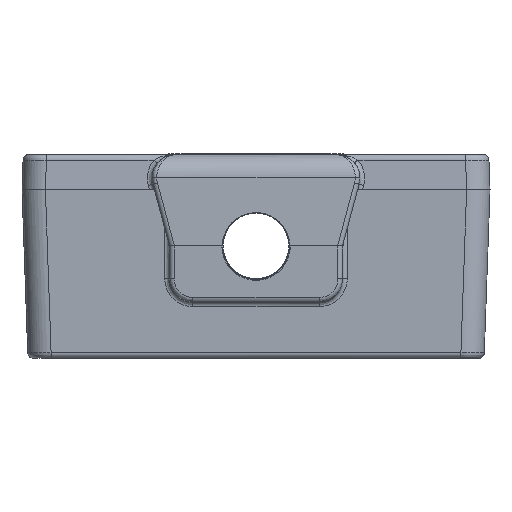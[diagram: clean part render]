
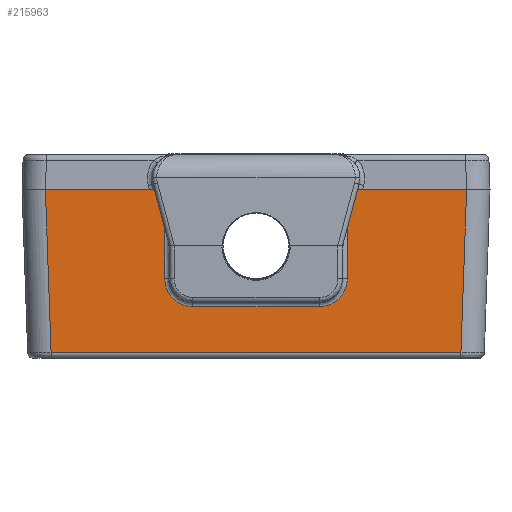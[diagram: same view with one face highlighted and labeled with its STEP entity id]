
A CAD part, left-side view. The second image highlights one B-rep face of the part: STEP entity #215963.
In plain terms, the highlighted planar face has unit normal (-1, 0, -0.018).
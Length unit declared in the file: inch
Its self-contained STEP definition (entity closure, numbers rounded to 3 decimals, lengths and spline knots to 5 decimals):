
#264 = VERTEX_POINT ( 'NONE', #75367 ) ;
#11356 = CARTESIAN_POINT ( 'NONE',  ( -2.275, 1.125, 0.4225 ) ) ;
#12311 = CARTESIAN_POINT ( 'NONE',  ( -2.26462, -0.42967, -0.17199 ) ) ;
#18871 = CARTESIAN_POINT ( 'NONE',  ( -2.275, -1.375, 0.4225 ) ) ;
#18958 = CARTESIAN_POINT ( 'NONE',  ( -2.2598, -1.0946, -0.44802 ) ) ;
#20767 = CARTESIAN_POINT ( 'NONE',  ( -2.26672, -0.4875, -0.05206 ) ) ;
#24713 = DIRECTION ( 'NONE',  ( 0., -1., 0. ) ) ;
#28074 = CARTESIAN_POINT ( 'NONE',  ( -2.26672, 0.4875, -0.05206 ) ) ;
#28541 = ORIENTED_EDGE ( 'NONE', *, *, #196983, .F. ) ;
#28602 = CARTESIAN_POINT ( 'NONE',  ( -2.26417, -0.37677, -0.19816 ) ) ;
#36877 = LINE ( 'NONE', #142908, #123949 ) ;
#38018 = VERTEX_POINT ( 'NONE', #18958 ) ;
#39987 = ORIENTED_EDGE ( 'NONE', *, *, #169290, .F. ) ;
#43622 = CARTESIAN_POINT ( 'NONE',  ( -2.275, -1.375, 0.4225 ) ) ;
#44453 = DIRECTION ( 'NONE',  ( -0.017, 0., 1. ) ) ;
#46087 = PLANE ( 'NONE',  #131216 ) ;
#56484 = CARTESIAN_POINT ( 'NONE',  ( -2.26672, 0.4875, -0.05206 ) ) ;
#58342 = DIRECTION ( 'NONE',  ( 0., 1., 0. ) ) ;
#63046 = VECTOR ( 'NONE', #111970, 39.37008 ) ;
#64557 = CARTESIAN_POINT ( 'NONE',  ( -2.2598, 1.0946, -0.44802 ) ) ;
#70229 = DIRECTION ( 'NONE',  ( 0.017, 0., -1. ) ) ;
#73574 = LINE ( 'NONE', #115283, #208965 ) ;
#74220 = CARTESIAN_POINT ( 'NONE',  ( -2.26603, -0.4836, -0.09132 ) ) ;
#75367 = CARTESIAN_POINT ( 'NONE',  ( -2.275, -1.125, 0.4225 ) ) ;
#82853 = CARTESIAN_POINT ( 'NONE',  ( -2.2641, -1.375, -0.20206 ) ) ;
#82910 = VERTEX_POINT ( 'NONE', #222847 ) ;
#82919 = ORIENTED_EDGE ( 'NONE', *, *, #156076, .F. ) ;
#83708 = ORIENTED_EDGE ( 'NONE', *, *, #146629, .F. ) ;
#85185 = EDGE_CURVE ( 'NONE', #38018, #161389, #73574, .T. ) ;
#85502 = LINE ( 'NONE', #82853, #125844 ) ;
#87929 = LINE ( 'NONE', #43622, #114849 ) ;
#89956 = CARTESIAN_POINT ( 'NONE',  ( -2.26462, 0.42968, -0.17202 ) ) ;
#92606 = CARTESIAN_POINT ( 'NONE',  ( -2.2654, 0.46861, -0.12763 ) ) ;
#93501 = EDGE_CURVE ( 'NONE', #126281, #264, #155186, .T. ) ;
#95442 = DIRECTION ( 'NONE',  ( 0.017, 0., -1. ) ) ;
#104385 = CARTESIAN_POINT ( 'NONE',  ( -2.25977, 1.0946, -0.44802 ) ) ;
#109259 = CARTESIAN_POINT ( 'NONE',  ( -2.25161, -1.375, -0.91765 ) ) ;
#110629 = CARTESIAN_POINT ( 'NONE',  ( -2.26443, -0.41306, -0.18317 ) ) ;
#111970 = DIRECTION ( 'NONE',  ( 0.017, 0.035, -0.999 ) ) ;
#112721 = CARTESIAN_POINT ( 'NONE',  ( -2.26637, 0.48746, -0.0717 ) ) ;
#112921 = CARTESIAN_POINT ( 'NONE',  ( -2.25161, 0.4875, -0.91765 ) ) ;
#113250 = CARTESIAN_POINT ( 'NONE',  ( -2.2654, -0.46858, -0.12761 ) ) ;
#114054 = CARTESIAN_POINT ( 'NONE',  ( -2.26511, 0.45743, -0.14423 ) ) ;
#114849 = VECTOR ( 'NONE', #24713, 39.37008 ) ;
#115283 = CARTESIAN_POINT ( 'NONE',  ( -2.2598, -0.6875, -0.44802 ) ) ;
#115405 = CARTESIAN_POINT ( 'NONE',  ( -2.26603, 0.4836, -0.09133 ) ) ;
#119828 = CARTESIAN_POINT ( 'NONE',  ( -2.275, 0.4875, 0.4225 ) ) ;
#123949 = VECTOR ( 'NONE', #44453, 39.37008 ) ;
#125844 = VECTOR ( 'NONE', #164862, 39.37008 ) ;
#126281 = VERTEX_POINT ( 'NONE', #166227 ) ;
#131216 = AXIS2_PLACEMENT_3D ( 'NONE', #109259, #191414, #70229 ) ;
#131606 = CARTESIAN_POINT ( 'NONE',  ( -2.26417, 0.37676, -0.19816 ) ) ;
#136302 = VECTOR ( 'NONE', #95442, 39.37008 ) ;
#142908 = CARTESIAN_POINT ( 'NONE',  ( -2.25161, -0.4875, -0.91765 ) ) ;
#143884 = LINE ( 'NONE', #64557, #177326 ) ;
#146629 = EDGE_CURVE ( 'NONE', #263041, #149177, #235592, .T. ) ;
#148201 = FACE_OUTER_BOUND ( 'NONE', #168623, .T. ) ;
#149177 = VERTEX_POINT ( 'NONE', #56484 ) ;
#154887 = CARTESIAN_POINT ( 'NONE',  ( -2.26637, -0.4875, -0.0717 ) ) ;
#155186 = LINE ( 'NONE', #18871, #254377 ) ;
#156076 = EDGE_CURVE ( 'NONE', #149177, #220320, #213085, .T. ) ;
#157952 = CARTESIAN_POINT ( 'NONE',  ( -2.2641, 0.3375, -0.20206 ) ) ;
#160131 = DIRECTION ( 'NONE',  ( 0., -1., 0. ) ) ;
#161389 = VERTEX_POINT ( 'NONE', #104385 ) ;
#164862 = DIRECTION ( 'NONE',  ( 0., -1., 0. ) ) ;
#166227 = CARTESIAN_POINT ( 'NONE',  ( -2.275, -0.4875, 0.4225 ) ) ;
#168623 = EDGE_LOOP ( 'NONE', ( #233253, #28541, #228662, #39987, #225313, #227259, #210517, #218671, #82919, #83708 ) ) ;
#169290 = EDGE_CURVE ( 'NONE', #264, #38018, #196848, .T. ) ;
#171997 = CARTESIAN_POINT ( 'NONE',  ( -2.26443, 0.41305, -0.18314 ) ) ;
#177326 = VECTOR ( 'NONE', #187005, 39.37008 ) ;
#180940 = EDGE_CURVE ( 'NONE', #220320, #82910, #85502, .T. ) ;
#187005 = DIRECTION ( 'NONE',  ( -0.017, 0.035, 0.999 ) ) ;
#187692 = EDGE_CURVE ( 'NONE', #82910, #217130, #213081, .T. ) ;
#190671 = EDGE_CURVE ( 'NONE', #217130, #126281, #36877, .T. ) ;
#191414 = DIRECTION ( 'NONE',  ( 1., 0., 0.017 ) ) ;
#196808 = CARTESIAN_POINT ( 'NONE',  ( -2.2641, -0.35714, -0.20203 ) ) ;
#196848 = LINE ( 'NONE', #237290, #63046 ) ;
#196983 = EDGE_CURVE ( 'NONE', #161389, #244226, #143884, .T. ) ;
#208965 = VECTOR ( 'NONE', #58342, 39.37008 ) ;
#210517 = ORIENTED_EDGE ( 'NONE', *, *, #187692, .F. ) ;
#213081 = B_SPLINE_CURVE_WITH_KNOTS ( 'NONE', 3,
 ( #237252, #196808, #28602, #110629, #12311, #214345, #113250, #74220, #154887, #257396 ),
 .UNSPECIFIED., .F., .F.,
 ( 4, 2, 2, 2, 4 ),
 ( 0., 0.25, 0.5, 0.75, 1. ),
 .UNSPECIFIED. ) ;
#213085 = B_SPLINE_CURVE_WITH_KNOTS ( 'NONE', 3,
 ( #28074, #112721, #115405, #92606, #114054, #89956, #171997, #131606, #254213, #216449 ),
 .UNSPECIFIED., .F., .F.,
 ( 4, 2, 2, 2, 4 ),
 ( 0., 0.25, 0.5, 0.75, 1. ),
 .UNSPECIFIED. ) ;
#214345 = CARTESIAN_POINT ( 'NONE',  ( -2.26511, -0.45745, -0.14424 ) ) ;
#215963 = ADVANCED_FACE ( 'NONE', ( #148201 ), #46087, .F. ) ;
#216449 = CARTESIAN_POINT ( 'NONE',  ( -2.2641, 0.3375, -0.20206 ) ) ;
#217130 = VERTEX_POINT ( 'NONE', #20767 ) ;
#218671 = ORIENTED_EDGE ( 'NONE', *, *, #180940, .F. ) ;
#220320 = VERTEX_POINT ( 'NONE', #157952 ) ;
#222847 = CARTESIAN_POINT ( 'NONE',  ( -2.2641, -0.3375, -0.20206 ) ) ;
#225313 = ORIENTED_EDGE ( 'NONE', *, *, #93501, .F. ) ;
#227259 = ORIENTED_EDGE ( 'NONE', *, *, #190671, .F. ) ;
#228662 = ORIENTED_EDGE ( 'NONE', *, *, #85185, .F. ) ;
#233253 = ORIENTED_EDGE ( 'NONE', *, *, #240321, .F. ) ;
#235592 = LINE ( 'NONE', #112921, #136302 ) ;
#237252 = CARTESIAN_POINT ( 'NONE',  ( -2.2641, -0.3375, -0.20206 ) ) ;
#237290 = CARTESIAN_POINT ( 'NONE',  ( -2.25184, -1.07867, -0.90408 ) ) ;
#240321 = EDGE_CURVE ( 'NONE', #244226, #263041, #87929, .T. ) ;
#244226 = VERTEX_POINT ( 'NONE', #11356 ) ;
#254213 = CARTESIAN_POINT ( 'NONE',  ( -2.2641, 0.35713, -0.20207 ) ) ;
#254377 = VECTOR ( 'NONE', #160131, 39.37008 ) ;
#257396 = CARTESIAN_POINT ( 'NONE',  ( -2.26672, -0.4875, -0.05206 ) ) ;
#263041 = VERTEX_POINT ( 'NONE', #119828 ) ;
